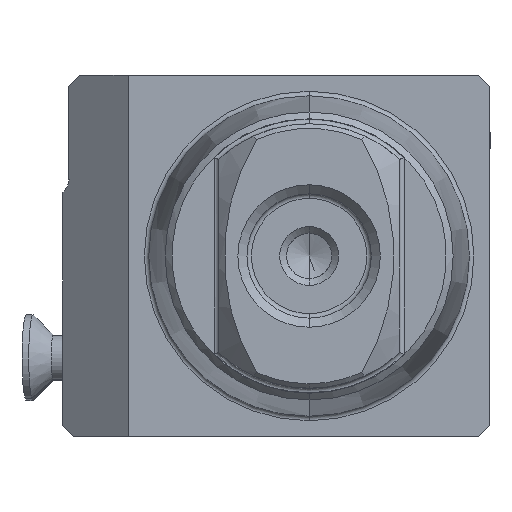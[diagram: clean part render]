
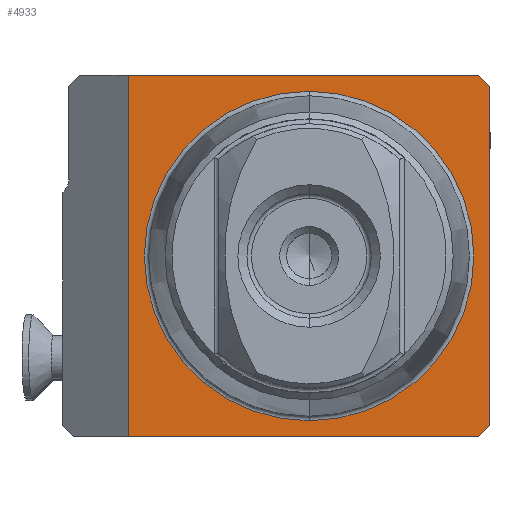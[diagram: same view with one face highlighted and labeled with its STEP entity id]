
A CAD part, left-side view. The second image highlights one B-rep face of the part: STEP entity #4933.
In plain terms, the highlighted planar face has unit normal (-1, 0, 0).
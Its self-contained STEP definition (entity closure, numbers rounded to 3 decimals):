
#84 = CARTESIAN_POINT ( 'NONE',  ( 0., 7.287, 8. ) ) ;
#88 = DIRECTION ( 'NONE',  ( 0., 1., 0. ) ) ;
#134 = LINE ( 'NONE', #325, #1881 ) ;
#229 = CARTESIAN_POINT ( 'NONE',  ( 0., -8., 7.5 ) ) ;
#267 = LINE ( 'NONE', #3303, #3347 ) ;
#325 = CARTESIAN_POINT ( 'NONE',  ( 0., -8., 0. ) ) ;
#605 = VERTEX_POINT ( 'NONE', #5351 ) ;
#925 = DIRECTION ( 'NONE',  ( 0., 0., 1. ) ) ;
#1398 = ORIENTED_EDGE ( 'NONE', *, *, #5247, .F. ) ;
#1569 = DIRECTION ( 'NONE',  ( -1., 0., 0. ) ) ;
#1583 = LINE ( 'NONE', #8267, #9276 ) ;
#1652 = EDGE_CURVE ( 'NONE', #9537, #9674, #8857, .T. ) ;
#1676 = VECTOR ( 'NONE', #4590, 1000. ) ;
#1703 = ORIENTED_EDGE ( 'NONE', *, *, #6999, .F. ) ;
#1846 = EDGE_CURVE ( 'NONE', #6141, #4364, #267, .T. ) ;
#1881 = VECTOR ( 'NONE', #8456, 1000. ) ;
#2055 = CARTESIAN_POINT ( 'NONE',  ( 0., 8., 8. ) ) ;
#2114 = CARTESIAN_POINT ( 'NONE',  ( 0., 0., 0. ) ) ;
#2136 = ORIENTED_EDGE ( 'NONE', *, *, #7167, .F. ) ;
#2449 = CARTESIAN_POINT ( 'NONE',  ( 0., 0., 7.287 ) ) ;
#2638 = AXIS2_PLACEMENT_3D ( 'NONE', #4677, #6756, #7644 ) ;
#2673 = CIRCLE ( 'NONE', #7577, 7.287 ) ;
#3028 = ORIENTED_EDGE ( 'NONE', *, *, #1846, .F. ) ;
#3157 = CARTESIAN_POINT ( 'NONE',  ( 0., 0., 0. ) ) ;
#3186 = VECTOR ( 'NONE', #5486, 1000. ) ;
#3303 = CARTESIAN_POINT ( 'NONE',  ( 0., 8., -8. ) ) ;
#3347 = VECTOR ( 'NONE', #925, 1000. ) ;
#3536 = EDGE_LOOP ( 'NONE', ( #1398, #4989, #2136, #9441, #9078, #3028 ) ) ;
#3791 = PLANE ( 'NONE',  #2638 ) ;
#3898 = DIRECTION ( 'NONE',  ( 0., 0., 1. ) ) ;
#4364 = VERTEX_POINT ( 'NONE', #2055 ) ;
#4445 = EDGE_CURVE ( 'NONE', #6645, #7986, #6915, .T. ) ;
#4590 = DIRECTION ( 'NONE',  ( 0., 0.707, 0.707 ) ) ;
#4611 = LINE ( 'NONE', #84, #3186 ) ;
#4677 = CARTESIAN_POINT ( 'NONE',  ( 0., 7.287, 0. ) ) ;
#4870 = EDGE_LOOP ( 'NONE', ( #1703, #5520 ) ) ;
#4933 = ADVANCED_FACE ( 'NONE', ( #5307, #6957 ), #3791, .F. ) ;
#4989 = ORIENTED_EDGE ( 'NONE', *, *, #7949, .T. ) ;
#5123 = CARTESIAN_POINT ( 'NONE',  ( 0., 0., -7.287 ) ) ;
#5148 = CARTESIAN_POINT ( 'NONE',  ( 0., 8., -8. ) ) ;
#5190 = CARTESIAN_POINT ( 'NONE',  ( 0., -7.5, 8. ) ) ;
#5247 = EDGE_CURVE ( 'NONE', #8073, #6141, #1583, .T. ) ;
#5252 = CARTESIAN_POINT ( 'NONE',  ( 0., -8., -7.5 ) ) ;
#5307 = FACE_BOUND ( 'NONE', #4870, .T. ) ;
#5351 = CARTESIAN_POINT ( 'NONE',  ( 0., -8., -7.5 ) ) ;
#5486 = DIRECTION ( 'NONE',  ( 0., -1., 0. ) ) ;
#5520 = ORIENTED_EDGE ( 'NONE', *, *, #1652, .F. ) ;
#5981 = CARTESIAN_POINT ( 'NONE',  ( 0., -7.5, -8. ) ) ;
#6141 = VERTEX_POINT ( 'NONE', #5148 ) ;
#6164 = CARTESIAN_POINT ( 'NONE',  ( 0., -7.5, 8. ) ) ;
#6169 = DIRECTION ( 'NONE',  ( -1., 0., 0. ) ) ;
#6645 = VERTEX_POINT ( 'NONE', #229 ) ;
#6756 = DIRECTION ( 'NONE',  ( 1., 0., 0. ) ) ;
#6915 = LINE ( 'NONE', #6164, #1676 ) ;
#6957 = FACE_OUTER_BOUND ( 'NONE', #3536, .T. ) ;
#6969 = VECTOR ( 'NONE', #8323, 1000. ) ;
#6999 = EDGE_CURVE ( 'NONE', #9674, #9537, #2673, .T. ) ;
#7167 = EDGE_CURVE ( 'NONE', #6645, #605, #134, .T. ) ;
#7577 = AXIS2_PLACEMENT_3D ( 'NONE', #3157, #6169, #3898 ) ;
#7644 = DIRECTION ( 'NONE',  ( 0., 0., -1. ) ) ;
#7949 = EDGE_CURVE ( 'NONE', #8073, #605, #8419, .T. ) ;
#7986 = VERTEX_POINT ( 'NONE', #5190 ) ;
#8073 = VERTEX_POINT ( 'NONE', #5981 ) ;
#8267 = CARTESIAN_POINT ( 'NONE',  ( 0., 7.287, -8. ) ) ;
#8323 = DIRECTION ( 'NONE',  ( 0., -0.707, 0.707 ) ) ;
#8419 = LINE ( 'NONE', #5252, #6969 ) ;
#8438 = EDGE_CURVE ( 'NONE', #4364, #7986, #4611, .T. ) ;
#8456 = DIRECTION ( 'NONE',  ( 0., 0., -1. ) ) ;
#8551 = AXIS2_PLACEMENT_3D ( 'NONE', #2114, #1569, #9696 ) ;
#8857 = CIRCLE ( 'NONE', #8551, 7.287 ) ;
#9078 = ORIENTED_EDGE ( 'NONE', *, *, #8438, .F. ) ;
#9276 = VECTOR ( 'NONE', #88, 1000. ) ;
#9441 = ORIENTED_EDGE ( 'NONE', *, *, #4445, .T. ) ;
#9537 = VERTEX_POINT ( 'NONE', #5123 ) ;
#9674 = VERTEX_POINT ( 'NONE', #2449 ) ;
#9696 = DIRECTION ( 'NONE',  ( 0., 0., 1. ) ) ;
